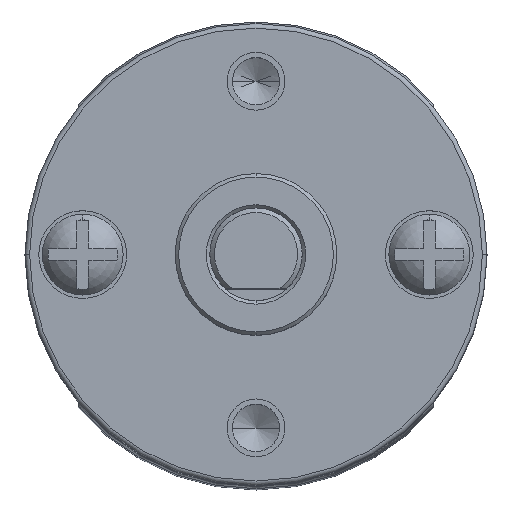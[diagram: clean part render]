
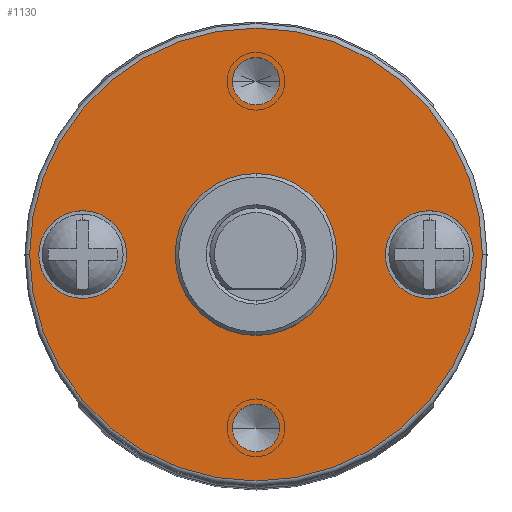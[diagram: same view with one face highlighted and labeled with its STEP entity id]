
A CAD part, top view. The second image highlights one B-rep face of the part: STEP entity #1130.
In plain terms, the highlighted planar face has unit normal (0, 0, 1).
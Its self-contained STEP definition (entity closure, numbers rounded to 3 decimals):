
#1=CARTESIAN_POINT('',(0.,0.,0.));
#2=DIRECTION('',(0.,0.,1.));
#3=DIRECTION('',(-1.,0.,0.));
#4=AXIS2_PLACEMENT_3D('',#1,#2,#3);
#10=CARTESIAN_POINT('',(0.,0.,0.));
#11=DIRECTION('',(0.,0.,-1.));
#12=DIRECTION('',(-1.,0.,0.));
#13=AXIS2_PLACEMENT_3D('',#10,#11,#12);
#19=CARTESIAN_POINT('',(-7.5,0.,0.));
#20=DIRECTION('',(0.,0.,1.));
#21=DIRECTION('',(-1.,0.,0.));
#22=AXIS2_PLACEMENT_3D('',#19,#20,#21);
#24=CARTESIAN_POINT('',(-7.5,0.,0.));
#25=DIRECTION('',(0.,0.,1.));
#26=DIRECTION('',(1.,0.,0.));
#27=AXIS2_PLACEMENT_3D('',#24,#25,#26);
#29=CARTESIAN_POINT('',(7.5,0.,0.));
#30=DIRECTION('',(0.,0.,1.));
#31=DIRECTION('',(-1.,0.,0.));
#32=AXIS2_PLACEMENT_3D('',#29,#30,#31);
#34=CARTESIAN_POINT('',(7.5,0.,0.));
#35=DIRECTION('',(0.,0.,1.));
#36=DIRECTION('',(1.,0.,0.));
#37=AXIS2_PLACEMENT_3D('',#34,#35,#36);
#39=CARTESIAN_POINT('',(0.,7.5,0.));
#40=DIRECTION('',(0.,0.,1.));
#41=DIRECTION('',(-1.,0.,0.));
#42=AXIS2_PLACEMENT_3D('',#39,#40,#41);
#44=CARTESIAN_POINT('',(0.,7.5,0.));
#45=DIRECTION('',(0.,0.,1.));
#46=DIRECTION('',(1.,0.,0.));
#47=AXIS2_PLACEMENT_3D('',#44,#45,#46);
#49=CARTESIAN_POINT('',(0.,-7.5,0.));
#50=DIRECTION('',(0.,0.,-1.));
#51=DIRECTION('',(-1.,0.,0.));
#52=AXIS2_PLACEMENT_3D('',#49,#50,#51);
#54=CARTESIAN_POINT('',(0.,-7.5,0.));
#55=DIRECTION('',(0.,0.,-1.));
#56=DIRECTION('',(1.,0.,0.));
#57=AXIS2_PLACEMENT_3D('',#54,#55,#56);
#59=CARTESIAN_POINT('',(0.,0.,0.));
#60=DIRECTION('',(0.,0.,1.));
#61=DIRECTION('',(1.,0.,0.));
#62=AXIS2_PLACEMENT_3D('',#59,#60,#61);
#64=CARTESIAN_POINT('',(0.,0.,0.));
#65=DIRECTION('',(0.,0.,1.));
#66=DIRECTION('',(-1.,0.,0.));
#67=AXIS2_PLACEMENT_3D('',#64,#65,#66);
#825=CARTESIAN_POINT('',(-3.5,0.,0.));
#827=VERTEX_POINT('',#825);
#829=CARTESIAN_POINT('',(3.5,0.,0.));
#831=VERTEX_POINT('',#829);
#1017=CARTESIAN_POINT('',(-9.4,0.,0.));
#1018=CARTESIAN_POINT('',(-5.6,0.,0.));
#1019=VERTEX_POINT('',#1017);
#1020=VERTEX_POINT('',#1018);
#1021=CARTESIAN_POINT('',(5.6,0.,0.));
#1022=CARTESIAN_POINT('',(9.4,0.,0.));
#1023=VERTEX_POINT('',#1021);
#1024=VERTEX_POINT('',#1022);
#1039=CARTESIAN_POINT('',(-1.025,7.5,0.));
#1040=CARTESIAN_POINT('',(1.025,7.5,0.));
#1041=VERTEX_POINT('',#1039);
#1042=VERTEX_POINT('',#1040);
#1049=CARTESIAN_POINT('',(-1.025,-7.5,0.));
#1050=VERTEX_POINT('',#1049);
#1051=CARTESIAN_POINT('',(1.025,-7.5,0.));
#1052=VERTEX_POINT('',#1051);
#1053=CARTESIAN_POINT('',(9.8,0.,0.));
#1054=CARTESIAN_POINT('',(-9.8,0.,0.));
#1055=VERTEX_POINT('',#1053);
#1056=VERTEX_POINT('',#1054);
#1091=CARTESIAN_POINT('',(0.,0.,0.));
#1092=DIRECTION('',(0.,0.,1.));
#1093=DIRECTION('',(-1.,0.,0.));
#1094=AXIS2_PLACEMENT_3D('',#1091,#1092,#1093);
#1095=PLANE('',#1094);
#1097=ORIENTED_EDGE('',*,*,#1096,.F.);
#1099=ORIENTED_EDGE('',*,*,#1098,.F.);
#1100=EDGE_LOOP('',(#1097,#1099));
#1101=FACE_OUTER_BOUND('',#1100,.F.);
#1103=ORIENTED_EDGE('',*,*,#1102,.T.);
#1105=ORIENTED_EDGE('',*,*,#1104,.T.);
#1106=EDGE_LOOP('',(#1103,#1105));
#1107=FACE_BOUND('',#1106,.F.);
#1109=ORIENTED_EDGE('',*,*,#1108,.T.);
#1111=ORIENTED_EDGE('',*,*,#1110,.T.);
#1112=EDGE_LOOP('',(#1109,#1111));
#1113=FACE_BOUND('',#1112,.F.);
#1115=ORIENTED_EDGE('',*,*,#1114,.T.);
#1117=ORIENTED_EDGE('',*,*,#1116,.T.);
#1118=EDGE_LOOP('',(#1115,#1117));
#1119=FACE_BOUND('',#1118,.F.);
#1121=ORIENTED_EDGE('',*,*,#1120,.F.);
#1123=ORIENTED_EDGE('',*,*,#1122,.F.);
#1124=EDGE_LOOP('',(#1121,#1123));
#1125=FACE_BOUND('',#1124,.F.);
#1126=ORIENTED_EDGE('',*,*,#1083,.F.);
#1127=ORIENTED_EDGE('',*,*,#1072,.T.);
#1128=EDGE_LOOP('',(#1126,#1127));
#1129=FACE_BOUND('',#1128,.F.);
#5=CIRCLE('',#4,3.5);
#14=CIRCLE('',#13,3.5);
#23=CIRCLE('',#22,1.9);
#28=CIRCLE('',#27,1.9);
#33=CIRCLE('',#32,1.9);
#38=CIRCLE('',#37,1.9);
#43=CIRCLE('',#42,1.025);
#48=CIRCLE('',#47,1.025);
#53=CIRCLE('',#52,1.025);
#58=CIRCLE('',#57,1.025);
#63=CIRCLE('',#62,9.8);
#68=CIRCLE('',#67,9.8);
#1072=EDGE_CURVE('',#827,#831,#5,.T.);
#1083=EDGE_CURVE('',#827,#831,#14,.T.);
#1096=EDGE_CURVE('',#1055,#1056,#63,.T.);
#1098=EDGE_CURVE('',#1056,#1055,#68,.T.);
#1102=EDGE_CURVE('',#1019,#1020,#23,.T.);
#1104=EDGE_CURVE('',#1020,#1019,#28,.T.);
#1108=EDGE_CURVE('',#1023,#1024,#33,.T.);
#1110=EDGE_CURVE('',#1024,#1023,#38,.T.);
#1114=EDGE_CURVE('',#1041,#1042,#43,.T.);
#1116=EDGE_CURVE('',#1042,#1041,#48,.T.);
#1120=EDGE_CURVE('',#1050,#1052,#53,.T.);
#1122=EDGE_CURVE('',#1052,#1050,#58,.T.);
#1130=ADVANCED_FACE('',(#1101,#1107,#1113,#1119,#1125,#1129),#1095,.T.);
